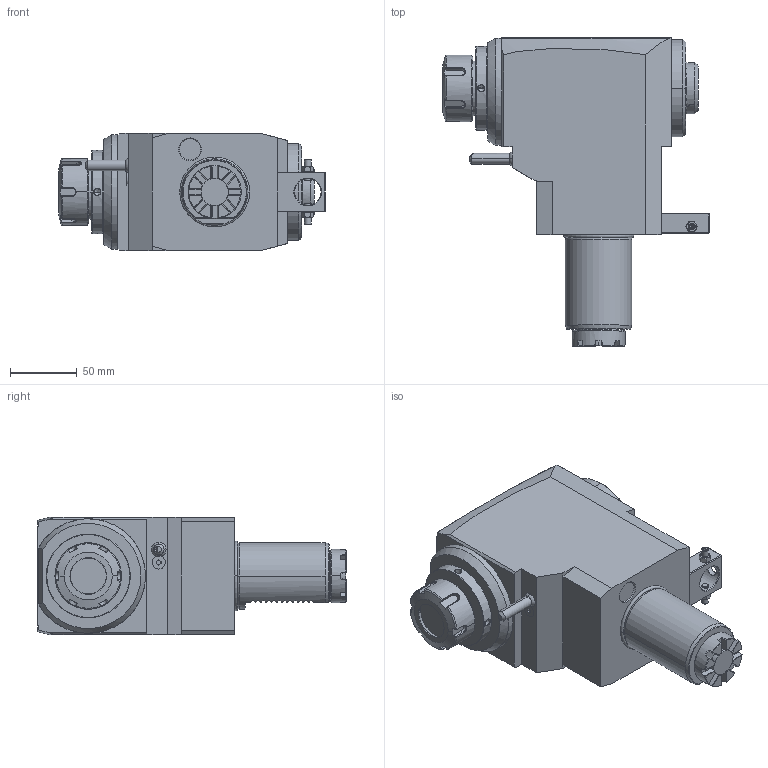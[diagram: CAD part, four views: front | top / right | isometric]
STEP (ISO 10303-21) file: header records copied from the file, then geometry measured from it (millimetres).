
FILE_DESCRIPTION((''),'2;1');
FILE_NAME('NGT1_50_241_32_3_2_110','2023-04-10T',('vali'),('NOVA GRUP'),'PRO/ENGINEER BY PARAMETRIC TECHNOLOGY CORPORATION, 2010280','PRO/ENGINEER BY PARAMETRIC TECHNOLOGY CORPORATION, 2010280','');
FILE_SCHEMA(('CONFIG_CONTROL_DESIGN'));
Length unit declared in the file: millimetre
Products named in the file (1): NGT1_50_241_32_3_2_110
Bounding box: 200.1 x 232 x 88 mm (x, y, z)
Volume: 1823591.8 mm3; surface area: 115165.7 mm2
Topology: 1 solids, 2 shells, 489 faces, 1272 edges, 790 vertices
Faces by surface type: plane 234, cylinder 94, cone 86, bspline 58, torus 13, extrusion 2, sphere 2
Entity records: 20699 total; most frequent: CARTESIAN_POINT 9688, ORIENTED_EDGE 2504, DIRECTION 1912, EDGE_CURVE 1252, VERTEX_POINT 790, AXIS2_PLACEMENT_3D 679, VECTOR 554, LINE 552
